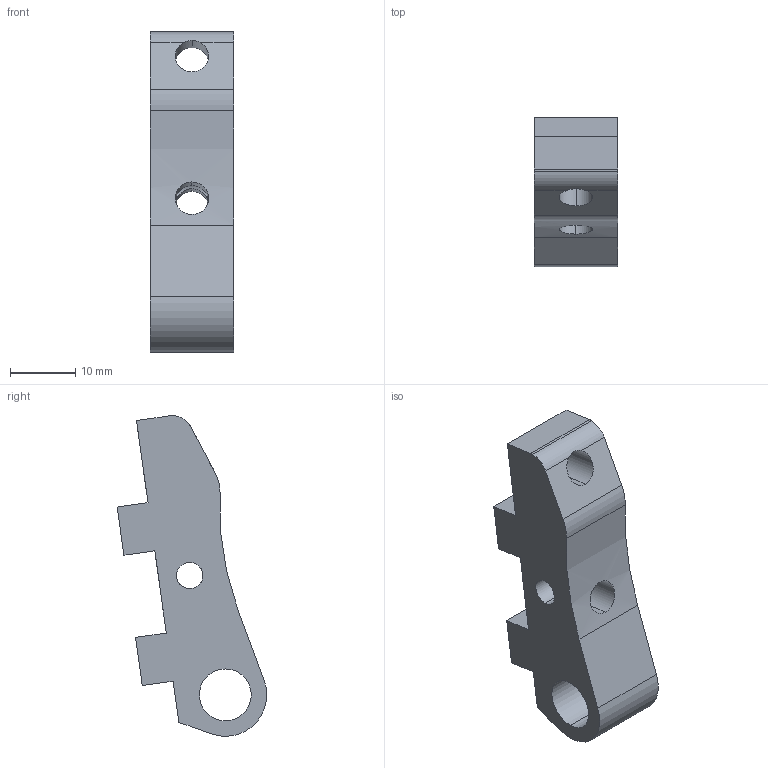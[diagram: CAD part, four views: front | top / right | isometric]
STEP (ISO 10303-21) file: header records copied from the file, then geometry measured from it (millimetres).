
FILE_DESCRIPTION (( 'STEP AP214' ), '1' );
FILE_NAME ('Hinged Mount - Aluminum 7075-T6 - QTY 3.STEP', '2025-11-11T07:19:28', ( '' ), ( '' ), 'SwSTEP 2.0', 'SolidWorks 2024', '' );
FILE_SCHEMA (( 'AUTOMOTIVE_DESIGN' ));
Length unit declared in the file: inch
Products named in the file (1): Hinged Mount - Aluminum 7075-T6 - QTY 3
Bounding box: 12.7 x 22.89 x 49.07 mm (x, y, z)
Volume: 6654.6 mm3; surface area: 3467.2 mm2
Topology: 1 solids, 1 shells, 28 faces, 87 edges, 58 vertices
Faces by surface type: plane 15, cylinder 13
Entity records: 1162 total; most frequent: CARTESIAN_POINT 338, ORIENTED_EDGE 174, DIRECTION 157, EDGE_CURVE 87, VERTEX_POINT 58, LINE 55, VECTOR 55, AXIS2_PLACEMENT_3D 51
